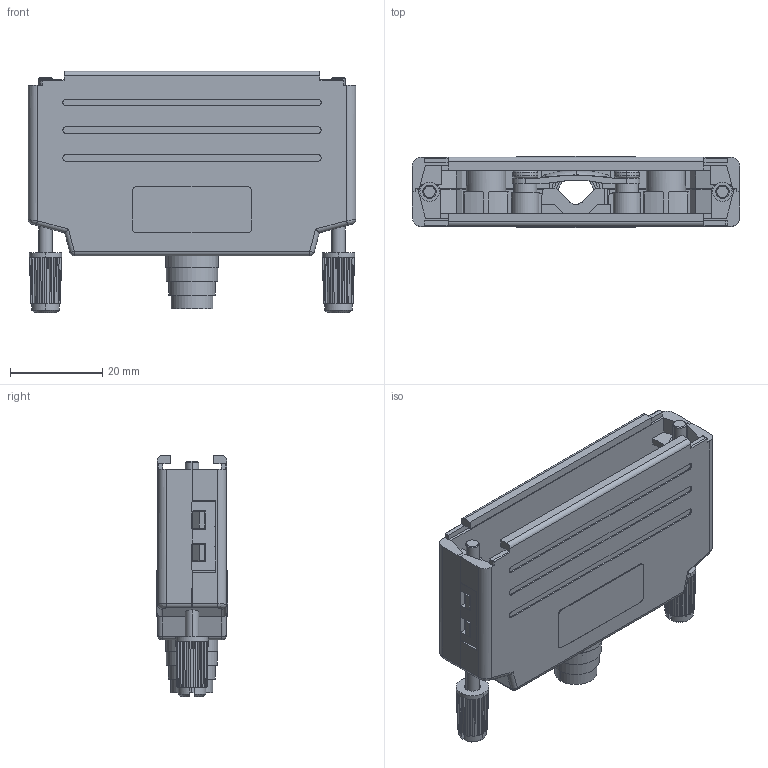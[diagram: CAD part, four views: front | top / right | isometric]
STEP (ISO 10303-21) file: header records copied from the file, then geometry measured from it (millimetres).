
FILE_DESCRIPTION (( 'STEP AP214' ), '1' );
FILE_NAME ('6260-0105-04.STEP', '2022-03-25T09:57:12', ( '' ), ( '' ), 'SwSTEP 2.0', 'SolidWorks 2021', '' );
FILE_SCHEMA (( 'AUTOMOTIVE_DESIGN' ));
Length unit declared in the file: millimetre
Products named in the file (8): 6811-0124 (part. 2); 6855-0109-01; 6822-0121 part 1; 6811-0124 (part. 1); 6830-0107-01; 6260-0105-04; 6718-0102-01; 6838-0108-01
Assembly tree (9 placements, depth 2):
  6260-0105-04
    6811-0124 (part. 1)
    6718-0102-01  x2
    6811-0124 (part. 2)
    6830-0107-01
    6838-0108-01
    6855-0109-01  x2
    6822-0121 part 1
Bounding box: 71 x 15.4 x 52.3 mm (x, y, z)
Volume: 16266.4 mm3; surface area: 22148.5 mm2
Topology: 11 solids, 11 shells, 935 faces, 2398 edges, 1523 vertices
Faces by surface type: plane 635, cylinder 204, cone 73, bspline 10, torus 9, sphere 4
Entity records: 24181 total; most frequent: CARTESIAN_POINT 5104, ORIENTED_EDGE 3968, DIRECTION 3819, EDGE_CURVE 1984, LINE 1361, VECTOR 1361, VERTEX_POINT 1270, AXIS2_PLACEMENT_3D 1229
